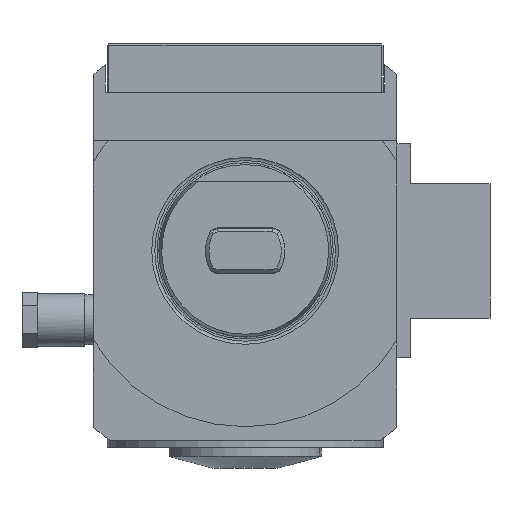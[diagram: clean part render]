
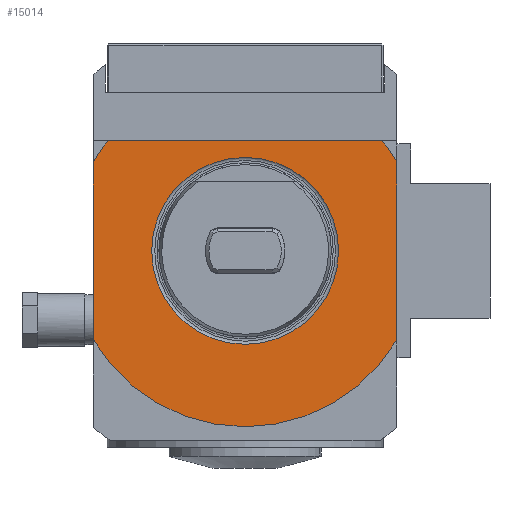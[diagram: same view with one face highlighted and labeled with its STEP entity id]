
A CAD part, front view. The second image highlights one B-rep face of the part: STEP entity #15014.
In plain terms, the highlighted planar face has unit normal (0, -1, 0).
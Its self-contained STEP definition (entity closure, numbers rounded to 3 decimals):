
#346 = FACE_BOUND ( 'NONE', #1378, .T. ) ;
#388 = ORIENTED_EDGE ( 'NONE', *, *, #10710, .T. ) ;
#548 = CIRCLE ( 'NONE', #29066, 51. ) ;
#1378 = EDGE_LOOP ( 'NONE', ( #32876 ) ) ;
#1806 = CARTESIAN_POINT ( 'NONE',  ( -27.15, -1., 32. ) ) ;
#2286 = CARTESIAN_POINT ( 'NONE',  ( -27.095, -1., 0. ) ) ;
#2313 = DIRECTION ( 'NONE',  ( -1., 0., 0. ) ) ;
#2315 = DIRECTION ( 'NONE',  ( 1., 0., 0. ) ) ;
#2328 = EDGE_CURVE ( 'NONE', #28501, #21999, #548, .T. ) ;
#5605 = DIRECTION ( 'NONE',  ( 0., 1., 0. ) ) ;
#6204 = CARTESIAN_POINT ( 'NONE',  ( 0., -1., 0. ) ) ;
#6510 = CIRCLE ( 'NONE', #28090, 51. ) ;
#6746 = DIRECTION ( 'NONE',  ( 0., 1., 0. ) ) ;
#8201 = ORIENTED_EDGE ( 'NONE', *, *, #9109, .T. ) ;
#8513 = DIRECTION ( 'NONE',  ( 1., 0., 0. ) ) ;
#9109 = EDGE_CURVE ( 'NONE', #28501, #33229, #23520, .T. ) ;
#9426 = CARTESIAN_POINT ( 'NONE',  ( -44., -1., 0. ) ) ;
#9499 = DIRECTION ( 'NONE',  ( 1., 0., 0. ) ) ;
#10594 = DIRECTION ( 'NONE',  ( 1., 0., 0. ) ) ;
#10710 = EDGE_CURVE ( 'NONE', #16891, #18507, #17659, .T. ) ;
#11858 = CARTESIAN_POINT ( 'NONE',  ( 44., -1., 0. ) ) ;
#11971 = CARTESIAN_POINT ( 'NONE',  ( 44., -1., -25.788 ) ) ;
#13061 = VERTEX_POINT ( 'NONE', #2286 ) ;
#13350 = CARTESIAN_POINT ( 'NONE',  ( 0., -1., 0. ) ) ;
#14396 = FACE_OUTER_BOUND ( 'NONE', #27794, .T. ) ;
#15014 = ADVANCED_FACE ( 'Defeature completata1_281', ( #14396, #346 ), #33553, .F. ) ;
#15659 = DIRECTION ( 'NONE',  ( 0., 1., 0. ) ) ;
#16276 = CARTESIAN_POINT ( 'NONE',  ( 39.711, -1., 32. ) ) ;
#16279 = ORIENTED_EDGE ( 'NONE', *, *, #21728, .F. ) ;
#16891 = VERTEX_POINT ( 'NONE', #24127 ) ;
#17659 = LINE ( 'NONE', #9426, #33162 ) ;
#18507 = VERTEX_POINT ( 'NONE', #33538 ) ;
#19460 = VERTEX_POINT ( 'NONE', #11971 ) ;
#20273 = LINE ( 'NONE', #11858, #35196 ) ;
#21264 = AXIS2_PLACEMENT_3D ( 'NONE', #35910, #25103, #2313 ) ;
#21728 = EDGE_CURVE ( 'NONE', #19460, #18507, #24215, .T. ) ;
#21999 = VERTEX_POINT ( 'NONE', #33626 ) ;
#22601 = VECTOR ( 'NONE', #35051, 1000. ) ;
#23520 = LINE ( 'NONE', #1806, #22601 ) ;
#23851 = CARTESIAN_POINT ( 'NONE',  ( 0., -1., 0. ) ) ;
#24127 = CARTESIAN_POINT ( 'NONE',  ( -44., -1., 25.788 ) ) ;
#24215 = CIRCLE ( 'NONE', #32411, 51. ) ;
#24753 = ORIENTED_EDGE ( 'NONE', *, *, #30111, .F. ) ;
#25103 = DIRECTION ( 'NONE',  ( 0., -1., 0. ) ) ;
#25502 = CARTESIAN_POINT ( 'NONE',  ( -39.711, -1., 32. ) ) ;
#25917 = CIRCLE ( 'NONE', #21264, 27.095 ) ;
#27794 = EDGE_LOOP ( 'NONE', ( #33468, #8201, #24753, #388, #16279, #29077 ) ) ;
#28090 = AXIS2_PLACEMENT_3D ( 'NONE', #13350, #30469, #10594 ) ;
#28501 = VERTEX_POINT ( 'NONE', #16276 ) ;
#29066 = AXIS2_PLACEMENT_3D ( 'NONE', #6204, #6746, #9499 ) ;
#29077 = ORIENTED_EDGE ( 'NONE', *, *, #34113, .F. ) ;
#29711 = AXIS2_PLACEMENT_3D ( 'NONE', #35758, #5605, #8513 ) ;
#30111 = EDGE_CURVE ( 'NONE', #16891, #33229, #6510, .T. ) ;
#30469 = DIRECTION ( 'NONE',  ( 0., 1., 0. ) ) ;
#30874 = EDGE_CURVE ( 'NONE', #13061, #13061, #25917, .T. ) ;
#32411 = AXIS2_PLACEMENT_3D ( 'NONE', #23851, #15659, #2315 ) ;
#32876 = ORIENTED_EDGE ( 'NONE', *, *, #30874, .F. ) ;
#33162 = VECTOR ( 'NONE', #34471, 1000. ) ;
#33229 = VERTEX_POINT ( 'NONE', #25502 ) ;
#33468 = ORIENTED_EDGE ( 'NONE', *, *, #2328, .F. ) ;
#33538 = CARTESIAN_POINT ( 'NONE',  ( -44., -1., -25.788 ) ) ;
#33553 = PLANE ( 'NONE',  #29711 ) ;
#33626 = CARTESIAN_POINT ( 'NONE',  ( 44., -1., 25.788 ) ) ;
#34113 = EDGE_CURVE ( 'NONE', #21999, #19460, #20273, .T. ) ;
#34162 = DIRECTION ( 'NONE',  ( 0., 0., -1. ) ) ;
#34471 = DIRECTION ( 'NONE',  ( 0., 0., -1. ) ) ;
#35051 = DIRECTION ( 'NONE',  ( -1., 0., 0. ) ) ;
#35196 = VECTOR ( 'NONE', #34162, 1000. ) ;
#35758 = CARTESIAN_POINT ( 'NONE',  ( -27.15, -1., 0. ) ) ;
#35910 = CARTESIAN_POINT ( 'NONE',  ( 0., -1., 0. ) ) ;
